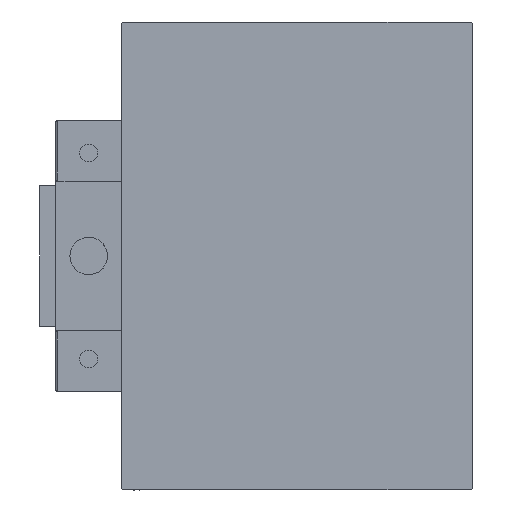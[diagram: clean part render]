
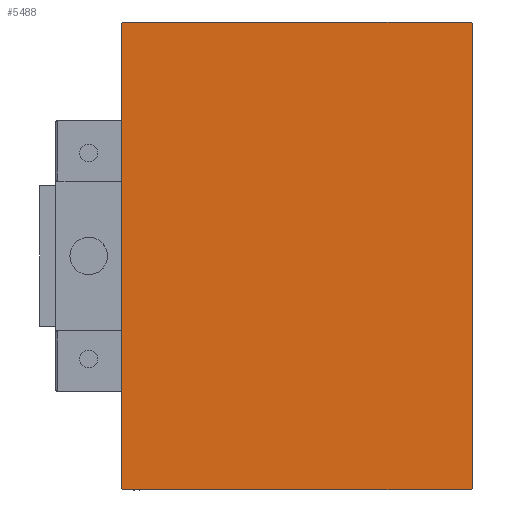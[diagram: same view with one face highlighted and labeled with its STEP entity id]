
A CAD part, left-side view. The second image highlights one B-rep face of the part: STEP entity #5488.
In plain terms, the highlighted face is planar.
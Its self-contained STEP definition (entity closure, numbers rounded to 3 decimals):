
#1190 = CARTESIAN_POINT ( 'NONE',  ( 98., 43.6, -43.6 ) ) ;
#2085 = ORIENTED_EDGE ( 'NONE', *, *, #47531, .T. ) ;
#2829 = EDGE_CURVE ( 'NONE', #33340, #15614, #12418, .T. ) ;
#2960 = DIRECTION ( 'NONE',  ( 0., 0., -1. ) ) ;
#4267 = CARTESIAN_POINT ( 'NONE',  ( 98., 37.5, 50. ) ) ;
#4490 = VERTEX_POINT ( 'NONE', #46679 ) ;
#4618 = VERTEX_POINT ( 'NONE', #18955 ) ;
#5488 = ADVANCED_FACE ( 'NONE', ( #45866 ), #6775, .T. ) ;
#6305 = ORIENTED_EDGE ( 'NONE', *, *, #23989, .T. ) ;
#6775 = PLANE ( 'NONE',  #36298 ) ;
#7286 = VECTOR ( 'NONE', #37504, 1000. ) ;
#10052 = VECTOR ( 'NONE', #29386, 1000. ) ;
#10527 = ORIENTED_EDGE ( 'NONE', *, *, #13952, .T. ) ;
#10812 = EDGE_CURVE ( 'NONE', #50262, #4490, #27525, .T. ) ;
#11604 = CARTESIAN_POINT ( 'NONE',  ( 98., 37.5, -50. ) ) ;
#11650 = EDGE_LOOP ( 'NONE', ( #10527, #47983, #6305, #2085, #47706, #48484, #35894, #43999 ) ) ;
#12418 = LINE ( 'NONE', #1190, #30497 ) ;
#13952 = EDGE_CURVE ( 'NONE', #26394, #33340, #37073, .T. ) ;
#15614 = VERTEX_POINT ( 'NONE', #35061 ) ;
#15695 = DIRECTION ( 'NONE',  ( 0., 0., 1. ) ) ;
#16093 = CARTESIAN_POINT ( 'NONE',  ( 98., -37.5, 50. ) ) ;
#18781 = DIRECTION ( 'NONE',  ( 1., 0., 0. ) ) ;
#18909 = VECTOR ( 'NONE', #34681, 1000. ) ;
#18955 = CARTESIAN_POINT ( 'NONE',  ( 98., -37.5, 49.7 ) ) ;
#22022 = LINE ( 'NONE', #49603, #32623 ) ;
#23896 = CARTESIAN_POINT ( 'NONE',  ( 98., 37.2, 50. ) ) ;
#23989 = EDGE_CURVE ( 'NONE', #15614, #43891, #42802, .T. ) ;
#24987 = CARTESIAN_POINT ( 'NONE',  ( 98., -43.6, -43.6 ) ) ;
#25497 = VERTEX_POINT ( 'NONE', #25601 ) ;
#25601 = CARTESIAN_POINT ( 'NONE',  ( 98., -37.5, -49.7 ) ) ;
#25694 = EDGE_CURVE ( 'NONE', #4618, #25497, #39123, .T. ) ;
#26394 = VERTEX_POINT ( 'NONE', #43455 ) ;
#27525 = LINE ( 'NONE', #4267, #18909 ) ;
#29386 = DIRECTION ( 'NONE',  ( 0., 1., 0. ) ) ;
#29816 = LINE ( 'NONE', #24987, #7286 ) ;
#30497 = VECTOR ( 'NONE', #31844, 1000. ) ;
#31033 = CARTESIAN_POINT ( 'NONE',  ( 98., 0., 0. ) ) ;
#31757 = DIRECTION ( 'NONE',  ( 0., -0.707, -0.707 ) ) ;
#31844 = DIRECTION ( 'NONE',  ( 0., 0.707, 0.707 ) ) ;
#32302 = VECTOR ( 'NONE', #15695, 1000. ) ;
#32623 = VECTOR ( 'NONE', #34532, 1000. ) ;
#33195 = VECTOR ( 'NONE', #47010, 1000. ) ;
#33227 = CARTESIAN_POINT ( 'NONE',  ( 98., -37.5, -50. ) ) ;
#33340 = VERTEX_POINT ( 'NONE', #46086 ) ;
#34532 = DIRECTION ( 'NONE',  ( 0., -0.707, 0.707 ) ) ;
#34573 = LINE ( 'NONE', #38938, #41602 ) ;
#34681 = DIRECTION ( 'NONE',  ( 0., -1., 0. ) ) ;
#35061 = CARTESIAN_POINT ( 'NONE',  ( 98., 37.5, -49.7 ) ) ;
#35894 = ORIENTED_EDGE ( 'NONE', *, *, #25694, .T. ) ;
#36298 = AXIS2_PLACEMENT_3D ( 'NONE', #31033, #18781, #2960 ) ;
#37073 = LINE ( 'NONE', #33227, #10052 ) ;
#37504 = DIRECTION ( 'NONE',  ( 0., 0.707, -0.707 ) ) ;
#38938 = CARTESIAN_POINT ( 'NONE',  ( 98., -43.6, 43.6 ) ) ;
#39123 = LINE ( 'NONE', #16093, #33195 ) ;
#41602 = VECTOR ( 'NONE', #31757, 1000. ) ;
#42802 = LINE ( 'NONE', #11604, #32302 ) ;
#43455 = CARTESIAN_POINT ( 'NONE',  ( 98., -37.2, -50. ) ) ;
#43891 = VERTEX_POINT ( 'NONE', #46288 ) ;
#43999 = ORIENTED_EDGE ( 'NONE', *, *, #46868, .T. ) ;
#45866 = FACE_OUTER_BOUND ( 'NONE', #11650, .T. ) ;
#46086 = CARTESIAN_POINT ( 'NONE',  ( 98., 37.2, -50. ) ) ;
#46288 = CARTESIAN_POINT ( 'NONE',  ( 98., 37.5, 49.7 ) ) ;
#46679 = CARTESIAN_POINT ( 'NONE',  ( 98., -37.2, 50. ) ) ;
#46868 = EDGE_CURVE ( 'NONE', #25497, #26394, #29816, .T. ) ;
#47010 = DIRECTION ( 'NONE',  ( 0., 0., -1. ) ) ;
#47531 = EDGE_CURVE ( 'NONE', #43891, #50262, #22022, .T. ) ;
#47706 = ORIENTED_EDGE ( 'NONE', *, *, #10812, .T. ) ;
#47983 = ORIENTED_EDGE ( 'NONE', *, *, #2829, .T. ) ;
#48484 = ORIENTED_EDGE ( 'NONE', *, *, #50514, .T. ) ;
#49603 = CARTESIAN_POINT ( 'NONE',  ( 98., 43.6, 43.6 ) ) ;
#50262 = VERTEX_POINT ( 'NONE', #23896 ) ;
#50514 = EDGE_CURVE ( 'NONE', #4490, #4618, #34573, .T. ) ;
